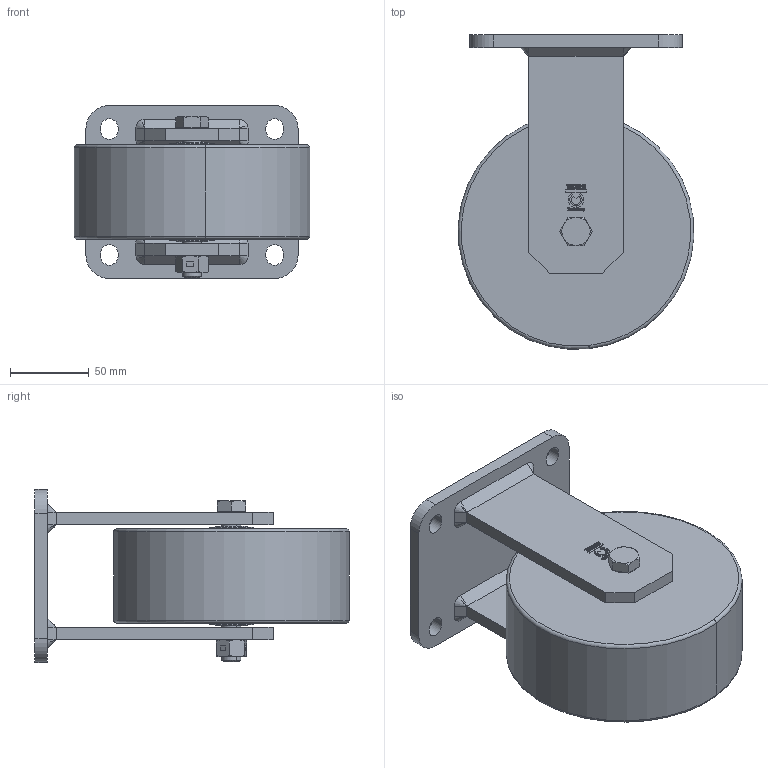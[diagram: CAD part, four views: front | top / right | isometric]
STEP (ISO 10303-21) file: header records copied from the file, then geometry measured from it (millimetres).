
FILE_DESCRIPTION (( 'STEP AP214' ), '1' );
FILE_NAME ('0015369_B-HB-STS-150-K.STEP', '2015-08-10T09:40:40', ( '' ), ( '' ), 'SwSTEP 2.0', 'SolidWorks 2014', '' );
FILE_SCHEMA (( 'AUTOMOTIVE_DESIGN' ));
Length unit declared in the file: millimetre
Products named in the file (2): 0015369_B-HB-STS-150-K
Bounding box: 149.71 x 199.86 x 110 mm (x, y, z)
Volume: 1282535 mm3; surface area: 187527.2 mm2
Topology: 21 solids, 21 shells, 767 faces, 1931 edges, 1246 vertices
Faces by surface type: plane 382, bspline 210, cylinder 101, torus 50, cone 24
Entity records: 35671 total; most frequent: CARTESIAN_POINT 9784, ORIENTED_EDGE 3846, DIRECTION 2913, EDGE_CURVE 1923, VERTEX_POINT 1246, LINE 1155, VECTOR 1155, AXIS2_PLACEMENT_3D 879
